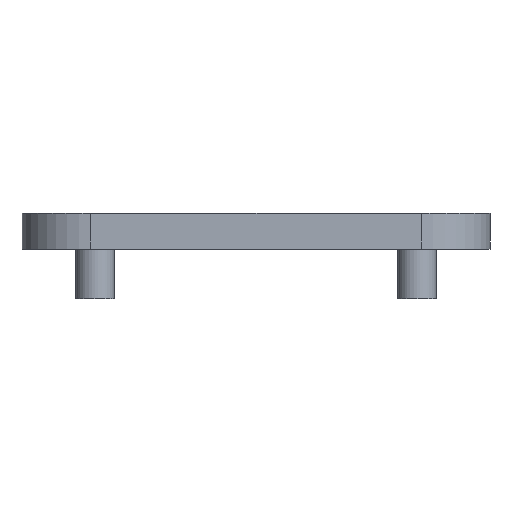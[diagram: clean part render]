
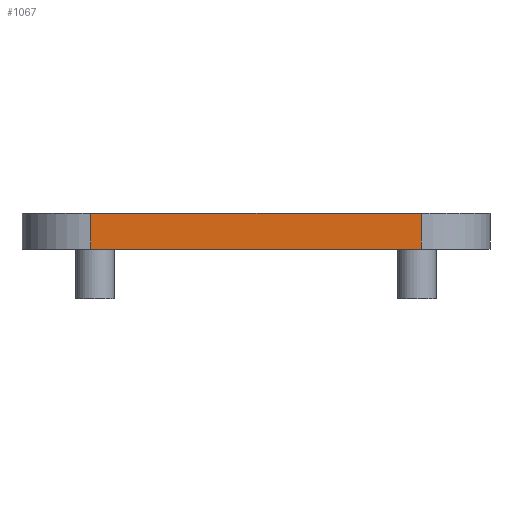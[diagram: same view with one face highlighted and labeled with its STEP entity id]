
A CAD part, left-side view. The second image highlights one B-rep face of the part: STEP entity #1067.
In plain terms, the highlighted planar face has unit normal (-1, 0, 0).
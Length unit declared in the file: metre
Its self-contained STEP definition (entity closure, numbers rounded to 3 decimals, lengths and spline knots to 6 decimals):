
#364=ORIENTED_EDGE('',*,*,#434,.T.);
#365=ORIENTED_EDGE('',*,*,#551,.T.);
#366=ORIENTED_EDGE('',*,*,#462,.F.);
#367=ORIENTED_EDGE('',*,*,#552,.F.);
#434=EDGE_CURVE('',#583,#582,#671,.T.);
#462=EDGE_CURVE('',#610,#611,#681,.T.);
#551=EDGE_CURVE('',#582,#611,#731,.T.);
#552=EDGE_CURVE('',#583,#610,#732,.T.);
#582=VERTEX_POINT('',#1483);
#583=VERTEX_POINT('',#1485);
#610=VERTEX_POINT('',#1608);
#611=VERTEX_POINT('',#1610);
#671=LINE('',#1484,#745);
#681=LINE('',#1609,#755);
#731=LINE('',#2036,#805);
#732=LINE('',#2038,#806);
#745=VECTOR('',#1216,1.);
#755=VECTOR('',#1248,1.);
#805=VECTOR('',#1430,1.);
#806=VECTOR('',#1433,1.);
#883=EDGE_LOOP('',(#364,#365,#366,#367));
#969=FACE_BOUND('',#883,.T.);
#1011=PLANE('',#1180);
#1067=ADVANCED_FACE('',(#969),#1011,.T.);
#1180=AXIS2_PLACEMENT_3D('',#2037,#1431,#1432);
#1216=DIRECTION('',(0.,-1.,0.));
#1248=DIRECTION('',(0.,-1.,0.));
#1430=DIRECTION('',(0.,0.,1.));
#1431=DIRECTION('',(-1.,0.,0.));
#1432=DIRECTION('',(0.,0.,1.));
#1433=DIRECTION('',(0.,0.,1.));
#1483=CARTESIAN_POINT('',(-0.03455,-0.01205,0.0008));
#1484=CARTESIAN_POINT('',(-0.03455,0.,0.0008));
#1485=CARTESIAN_POINT('',(-0.03455,0.01205,0.0008));
#1608=CARTESIAN_POINT('',(-0.03455,0.01205,0.0034));
#1609=CARTESIAN_POINT('',(-0.03455,0.,0.0034));
#1610=CARTESIAN_POINT('',(-0.03455,-0.01205,0.0034));
#2036=CARTESIAN_POINT('',(-0.03455,-0.01205,-0.08321));
#2037=CARTESIAN_POINT('',(-0.03455,0.,-0.08321));
#2038=CARTESIAN_POINT('',(-0.03455,0.01205,-0.08321));
